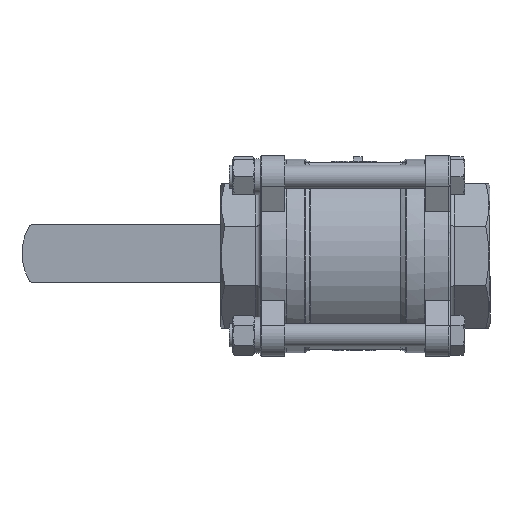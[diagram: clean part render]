
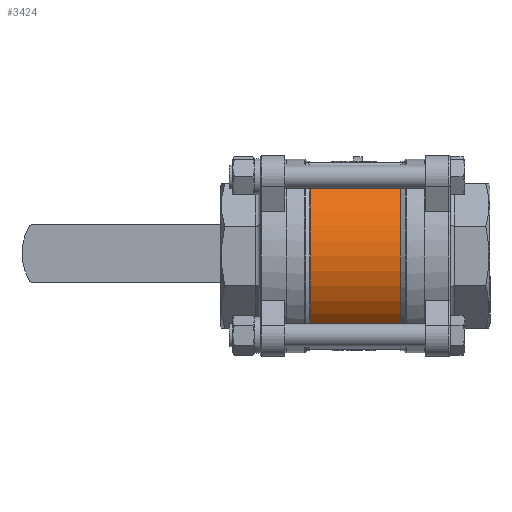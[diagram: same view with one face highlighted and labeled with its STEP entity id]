
A CAD part, left-side view. The second image highlights one B-rep face of the part: STEP entity #3424.
In plain terms, the highlighted cylindrical face has radius 65 mm (diameter 130 mm), a partial arc.
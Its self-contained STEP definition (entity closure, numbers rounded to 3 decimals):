
#3424=ADVANCED_FACE('',(#6962),#6963,.T.);
#6962=FACE_OUTER_BOUND('',#11822,.T.);
#6963=CYLINDRICAL_SURFACE('',#11823,65.0);
#11822=EDGE_LOOP('',(#21073,#21074,#21075,#21076));
#11823=AXIS2_PLACEMENT_3D('',#21077,#21078,#21079);
#21073=ORIENTED_EDGE('',*,*,#28881,.F.);
#21074=ORIENTED_EDGE('',*,*,#28882,.T.);
#21075=ORIENTED_EDGE('',*,*,#28246,.F.);
#21076=ORIENTED_EDGE('',*,*,#28359,.F.);
#21077=CARTESIAN_POINT('',(0.0,0.0,0.0));
#21078=DIRECTION('',(0.0,0.,-1.0));
#21079=DIRECTION('',(0.0,1.0,0.));
#28246=EDGE_CURVE('',#33956,#33947,#33958,.F.);
#28359=EDGE_CURVE('',#34133,#33956,#34135,.T.);
#28881=EDGE_CURVE('',#34835,#34133,#34836,.T.);
#28882=EDGE_CURVE('',#34835,#33947,#34837,.T.);
#33947=VERTEX_POINT('',#42376);
#33956=VERTEX_POINT('',#42395);
#33958=LINE('',#42400,#42401);
#34133=VERTEX_POINT('',#42894);
#34135=CIRCLE('',#42899,65.0);
#34835=VERTEX_POINT('',#44090);
#34836=LINE('',#44091,#44092);
#34837=CIRCLE('',#44093,65.);
#42376=CARTESIAN_POINT('',(-16.181,62.954,31.168));
#42395=CARTESIAN_POINT('',(-16.181,62.954,-31.168));
#42400=CARTESIAN_POINT('',(-16.181,62.954,0.));
#42401=VECTOR('',#51344,1.0);
#42894=CARTESIAN_POINT('',(-16.181,-62.954,-31.168));
#42899=AXIS2_PLACEMENT_3D('',#51437,#51438,#51439);
#44090=CARTESIAN_POINT('',(-16.181,-62.954,31.168));
#44091=CARTESIAN_POINT('',(-16.181,-62.954,0.));
#44092=VECTOR('',#51806,1.0);
#44093=AXIS2_PLACEMENT_3D('',#51807,#51808,#51809);
#51344=DIRECTION('',(0.0,0.,-1.0));
#51437=CARTESIAN_POINT('',(0.0,0.0,-31.168));
#51438=DIRECTION('',(0.0,0.,-1.0));
#51439=DIRECTION('',(0.0,1.0,0.));
#51806=DIRECTION('',(0.0,0.,-1.0));
#51807=CARTESIAN_POINT('',(0.0,0.0,31.168));
#51808=DIRECTION('',(0.0,0.,-1.0));
#51809=DIRECTION('',(0.0,1.0,0.));
